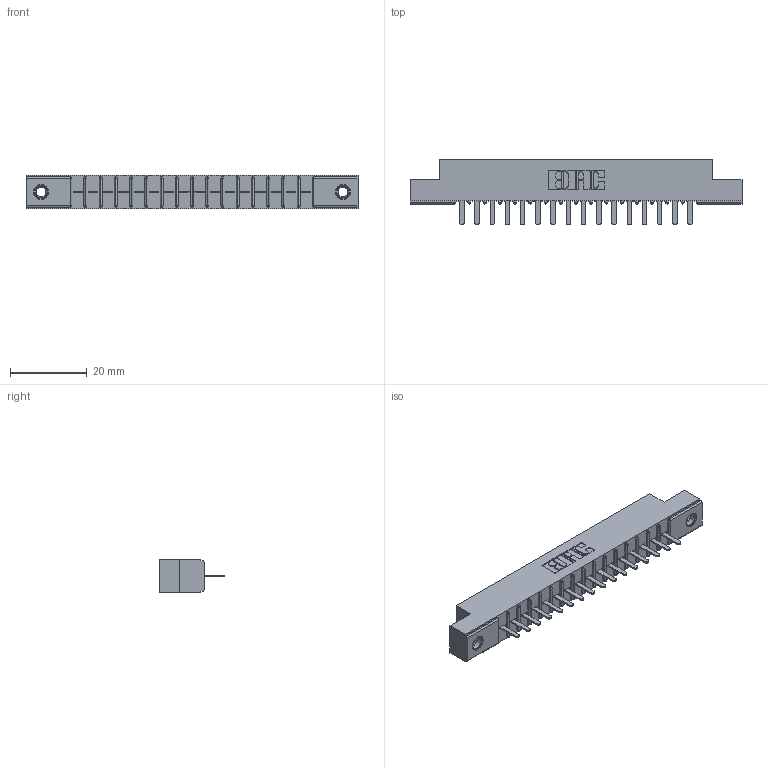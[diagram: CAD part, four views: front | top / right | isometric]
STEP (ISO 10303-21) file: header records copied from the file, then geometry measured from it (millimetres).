
FILE_DESCRIPTION (( 'STEP AP203' ), '1' );
FILE_NAME ('356-016-420-107.STEP', '2020-09-23T12:34:35', ( '' ), ( '' ), 'SwSTEP 2.0', 'SolidWorks 2020', '' );
FILE_SCHEMA (( 'CONFIG_CONTROL_DESIGN' ));
Length unit declared in the file: inch
Products named in the file (4): 356-016-420-107; 345-250-001_345-250-005-103; 306 Part_.156 Dia; 306-290-001_120
Assembly tree (19 placements, depth 2):
  356-016-420-107
    306 Part_.156 Dia
    306-290-001_120  x16
    345-250-001_345-250-005-103  x2
Bounding box: 86.41 x 17.12 x 8.71 mm (x, y, z)
Volume: 5868.2 mm3; surface area: 8537.4 mm2
Topology: 19 solids, 19 shells, 1296 faces, 3604 edges, 2308 vertices
Faces by surface type: plane 852, cylinder 364, sphere 64, cone 12, torus 4
Entity records: 19430 total; most frequent: CARTESIAN_POINT 3238, DIRECTION 3204, ORIENTED_EDGE 3200, EDGE_CURVE 1600, VECTOR 1236, LINE 1236, VERTEX_POINT 1018, AXIS2_PLACEMENT_3D 984
